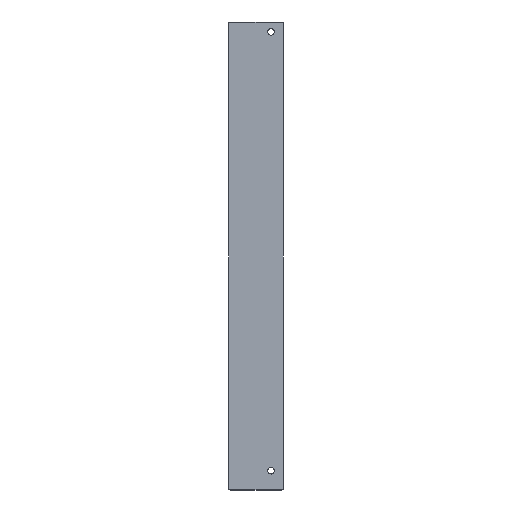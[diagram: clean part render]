
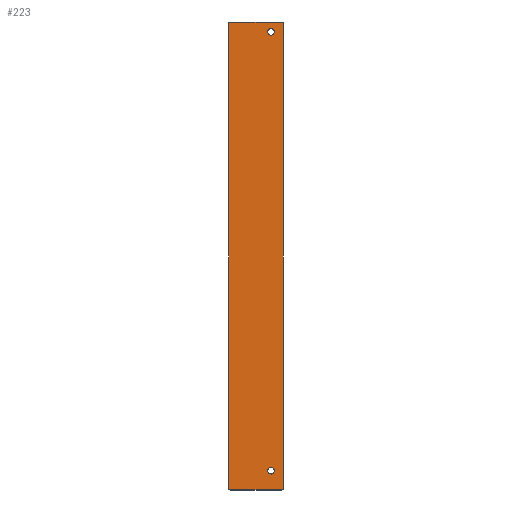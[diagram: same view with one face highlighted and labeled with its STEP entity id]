
A CAD part, front view. The second image highlights one B-rep face of the part: STEP entity #223.
In plain terms, the highlighted planar face has unit normal (0, -1, 0).
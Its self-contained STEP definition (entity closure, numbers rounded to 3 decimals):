
#17=FACE_BOUND('',#46,.T.);
#18=FACE_BOUND('',#47,.T.);
#21=PLANE('',#259);
#31=FACE_OUTER_BOUND('',#45,.T.);
#45=EDGE_LOOP('',(#181,#182,#183,#184,#185,#186,#187,#188));
#46=EDGE_LOOP('',(#189));
#47=EDGE_LOOP('',(#190));
#59=LINE('',#362,#77);
#64=LINE('',#381,#82);
#65=LINE('',#385,#83);
#66=LINE('',#388,#84);
#77=VECTOR('',#295,10.);
#82=VECTOR('',#314,10.);
#83=VECTOR('',#317,10.);
#84=VECTOR('',#320,10.);
#90=CIRCLE('',#245,3.5);
#92=CIRCLE('',#248,3.5);
#93=CIRCLE('',#250,2.);
#98=CIRCLE('',#258,2.);
#99=CIRCLE('',#260,2.);
#100=CIRCLE('',#261,2.);
#102=VERTEX_POINT('',#339);
#104=VERTEX_POINT('',#345);
#105=VERTEX_POINT('',#349);
#106=VERTEX_POINT('',#350);
#110=VERTEX_POINT('',#360);
#116=VERTEX_POINT('',#376);
#117=VERTEX_POINT('',#380);
#118=VERTEX_POINT('',#382);
#119=VERTEX_POINT('',#384);
#120=VERTEX_POINT('',#386);
#123=EDGE_CURVE('',#102,#102,#90,.T.);
#126=EDGE_CURVE('',#104,#104,#92,.T.);
#127=EDGE_CURVE('',#105,#106,#93,.T.);
#133=EDGE_CURVE('',#105,#110,#59,.T.);
#140=EDGE_CURVE('',#116,#110,#98,.T.);
#142=EDGE_CURVE('',#117,#116,#64,.T.);
#143=EDGE_CURVE('',#118,#117,#99,.T.);
#144=EDGE_CURVE('',#118,#119,#65,.T.);
#145=EDGE_CURVE('',#120,#119,#100,.T.);
#146=EDGE_CURVE('',#120,#106,#66,.F.);
#181=ORIENTED_EDGE('',*,*,#127,.F.);
#182=ORIENTED_EDGE('',*,*,#133,.T.);
#183=ORIENTED_EDGE('',*,*,#140,.F.);
#184=ORIENTED_EDGE('',*,*,#142,.F.);
#185=ORIENTED_EDGE('',*,*,#143,.F.);
#186=ORIENTED_EDGE('',*,*,#144,.T.);
#187=ORIENTED_EDGE('',*,*,#145,.F.);
#188=ORIENTED_EDGE('',*,*,#146,.T.);
#189=ORIENTED_EDGE('',*,*,#123,.T.);
#190=ORIENTED_EDGE('',*,*,#126,.T.);
#223=ADVANCED_FACE('',(#31,#17,#18),#21,.T.);
#245=AXIS2_PLACEMENT_3D('',#341,#274,#275);
#248=AXIS2_PLACEMENT_3D('',#347,#281,#282);
#250=AXIS2_PLACEMENT_3D('',#351,#285,#286);
#258=AXIS2_PLACEMENT_3D('',#377,#309,#310);
#259=AXIS2_PLACEMENT_3D('',#379,#312,#313);
#260=AXIS2_PLACEMENT_3D('',#383,#315,#316);
#261=AXIS2_PLACEMENT_3D('',#387,#318,#319);
#274=DIRECTION('center_axis',(0.,1.,0.));
#275=DIRECTION('ref_axis',(-1.,0.,0.));
#281=DIRECTION('center_axis',(0.,1.,0.));
#282=DIRECTION('ref_axis',(-1.,0.,0.));
#285=DIRECTION('center_axis',(0.,1.,0.));
#286=DIRECTION('ref_axis',(-0.707,0.,-0.707));
#295=DIRECTION('',(1.,0.,0.));
#309=DIRECTION('center_axis',(0.,1.,0.));
#310=DIRECTION('ref_axis',(0.707,0.,-0.707));
#312=DIRECTION('center_axis',(0.,-1.,0.));
#313=DIRECTION('ref_axis',(1.,0.,0.));
#314=DIRECTION('',(0.,0.,-1.));
#315=DIRECTION('center_axis',(0.,1.,0.));
#316=DIRECTION('ref_axis',(0.707,0.,0.707));
#317=DIRECTION('',(-1.,0.,0.));
#318=DIRECTION('center_axis',(0.,1.,0.));
#319=DIRECTION('ref_axis',(-0.707,0.,0.707));
#320=DIRECTION('',(0.,0.,1.));
#339=CARTESIAN_POINT('',(19.5,-1.,487.5));
#341=CARTESIAN_POINT('Origin',(16.,-1.,487.5));
#345=CARTESIAN_POINT('',(19.5,-1.,20.5));
#347=CARTESIAN_POINT('Origin',(16.,-1.,20.5));
#349=CARTESIAN_POINT('',(-27.,-1.,0.));
#350=CARTESIAN_POINT('',(-29.,-1.,2.));
#351=CARTESIAN_POINT('Origin',(-27.,-1.,2.));
#360=CARTESIAN_POINT('',(27.,-1.,0.));
#362=CARTESIAN_POINT('',(18.,-1.,0.));
#376=CARTESIAN_POINT('',(29.,-1.,2.));
#377=CARTESIAN_POINT('Origin',(27.,-1.,2.));
#379=CARTESIAN_POINT('Origin',(3.,-1.,192.916));
#380=CARTESIAN_POINT('',(29.,-1.,496.));
#381=CARTESIAN_POINT('',(29.,-1.,-120.084));
#382=CARTESIAN_POINT('',(27.,-1.,498.));
#383=CARTESIAN_POINT('Origin',(27.,-1.,496.));
#384=CARTESIAN_POINT('',(-27.,-1.,498.));
#385=CARTESIAN_POINT('',(-12.,-1.,498.));
#386=CARTESIAN_POINT('',(-29.,-1.,496.));
#387=CARTESIAN_POINT('Origin',(-27.,-1.,496.));
#388=CARTESIAN_POINT('',(-29.,-1.,36.416));
